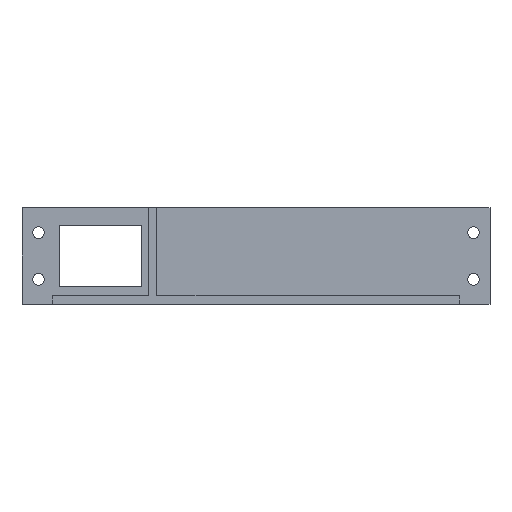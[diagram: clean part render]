
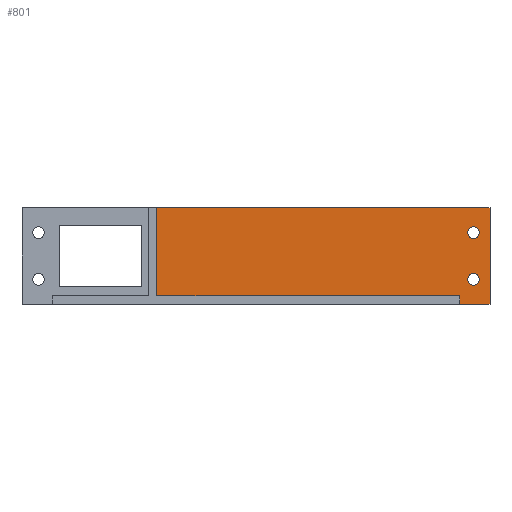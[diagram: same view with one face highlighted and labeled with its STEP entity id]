
A CAD part, top view. The second image highlights one B-rep face of the part: STEP entity #801.
In plain terms, the highlighted planar face has unit normal (0, 0, 1).
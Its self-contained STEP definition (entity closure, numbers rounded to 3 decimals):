
#44 = PLANE('',#45);
#45 = AXIS2_PLACEMENT_3D('',#46,#47,#48);
#46 = CARTESIAN_POINT('',(85.,-17.5,0.));
#47 = DIRECTION('',(0.,1.,-0.));
#48 = DIRECTION('',(0.,0.,1.));
#100 = PLANE('',#101);
#101 = AXIS2_PLACEMENT_3D('',#102,#103,#104);
#102 = CARTESIAN_POINT('',(-0.847,17.5,1.613));
#103 = DIRECTION('',(0.,1.,0.));
#104 = DIRECTION('',(0.,0.,1.));
#326 = CYLINDRICAL_SURFACE('',#327,2.1);
#327 = AXIS2_PLACEMENT_3D('',#328,#329,#330);
#328 = CARTESIAN_POINT('',(79.,8.5,3.));
#329 = DIRECTION('',(0.,0.,1.));
#330 = DIRECTION('',(1.,0.,0.));
#357 = CYLINDRICAL_SURFACE('',#358,2.1);
#358 = AXIS2_PLACEMENT_3D('',#359,#360,#361);
#359 = CARTESIAN_POINT('',(79.,-8.5,3.));
#360 = DIRECTION('',(0.,0.,1.));
#361 = DIRECTION('',(1.,0.,0.));
#432 = PLANE('',#433);
#433 = AXIS2_PLACEMENT_3D('',#434,#435,#436);
#434 = CARTESIAN_POINT('',(85.,17.5,0.));
#435 = DIRECTION('',(1.,0.,0.));
#436 = DIRECTION('',(0.,-1.,0.));
#730 = VERTEX_POINT('',#731);
#731 = CARTESIAN_POINT('',(85.,17.5,3.));
#752 = EDGE_CURVE('',#730,#753,#755,.T.);
#753 = VERTEX_POINT('',#754);
#754 = CARTESIAN_POINT('',(85.,-17.5,3.));
#755 = SURFACE_CURVE('',#756,(#760,#767),.PCURVE_S1.);
#756 = LINE('',#757,#758);
#757 = CARTESIAN_POINT('',(85.,17.5,3.));
#758 = VECTOR('',#759,1.);
#759 = DIRECTION('',(0.,-1.,0.));
#760 = PCURVE('',#432,#761);
#761 = DEFINITIONAL_REPRESENTATION('',(#762),#766);
#762 = LINE('',#763,#764);
#763 = CARTESIAN_POINT('',(0.,-3.));
#764 = VECTOR('',#765,1.);
#765 = DIRECTION('',(1.,0.));
#766 = ( GEOMETRIC_REPRESENTATION_CONTEXT(2) 
PARAMETRIC_REPRESENTATION_CONTEXT() REPRESENTATION_CONTEXT('2D SPACE',''
  ) );
#767 = PCURVE('',#768,#773);
#768 = PLANE('',#769);
#769 = AXIS2_PLACEMENT_3D('',#770,#771,#772);
#770 = CARTESIAN_POINT('',(-85.,17.5,3.));
#771 = DIRECTION('',(0.,0.,1.));
#772 = DIRECTION('',(1.,0.,0.));
#773 = DEFINITIONAL_REPRESENTATION('',(#774),#778);
#774 = LINE('',#775,#776);
#775 = CARTESIAN_POINT('',(170.,0.));
#776 = VECTOR('',#777,1.);
#777 = DIRECTION('',(0.,-1.));
#778 = ( GEOMETRIC_REPRESENTATION_CONTEXT(2) 
PARAMETRIC_REPRESENTATION_CONTEXT() REPRESENTATION_CONTEXT('2D SPACE',''
  ) );
#801 = ADVANCED_FACE('',(#802,#933,#959),#768,.T.);
#802 = FACE_BOUND('',#803,.T.);
#803 = EDGE_LOOP('',(#804,#827,#855,#883,#911,#932));
#804 = ORIENTED_EDGE('',*,*,#805,.F.);
#805 = EDGE_CURVE('',#806,#730,#808,.T.);
#806 = VERTEX_POINT('',#807);
#807 = CARTESIAN_POINT('',(-36.,17.5,3.));
#808 = SURFACE_CURVE('',#809,(#813,#820),.PCURVE_S1.);
#809 = LINE('',#810,#811);
#810 = CARTESIAN_POINT('',(-85.,17.5,3.));
#811 = VECTOR('',#812,1.);
#812 = DIRECTION('',(1.,0.,0.));
#813 = PCURVE('',#768,#814);
#814 = DEFINITIONAL_REPRESENTATION('',(#815),#819);
#815 = LINE('',#816,#817);
#816 = CARTESIAN_POINT('',(0.,0.));
#817 = VECTOR('',#818,1.);
#818 = DIRECTION('',(1.,0.));
#819 = ( GEOMETRIC_REPRESENTATION_CONTEXT(2) 
PARAMETRIC_REPRESENTATION_CONTEXT() REPRESENTATION_CONTEXT('2D SPACE',''
  ) );
#820 = PCURVE('',#100,#821);
#821 = DEFINITIONAL_REPRESENTATION('',(#822),#826);
#822 = LINE('',#823,#824);
#823 = CARTESIAN_POINT('',(1.387,-84.153));
#824 = VECTOR('',#825,1.);
#825 = DIRECTION('',(0.,1.));
#826 = ( GEOMETRIC_REPRESENTATION_CONTEXT(2) 
PARAMETRIC_REPRESENTATION_CONTEXT() REPRESENTATION_CONTEXT('2D SPACE',''
  ) );
#827 = ORIENTED_EDGE('',*,*,#828,.T.);
#828 = EDGE_CURVE('',#806,#829,#831,.T.);
#829 = VERTEX_POINT('',#830);
#830 = CARTESIAN_POINT('',(-36.,-14.5,3.));
#831 = SURFACE_CURVE('',#832,(#836,#843),.PCURVE_S1.);
#832 = LINE('',#833,#834);
#833 = CARTESIAN_POINT('',(-36.,17.5,3.));
#834 = VECTOR('',#835,1.);
#835 = DIRECTION('',(0.,-1.,0.));
#836 = PCURVE('',#768,#837);
#837 = DEFINITIONAL_REPRESENTATION('',(#838),#842);
#838 = LINE('',#839,#840);
#839 = CARTESIAN_POINT('',(49.,0.));
#840 = VECTOR('',#841,1.);
#841 = DIRECTION('',(0.,-1.));
#842 = ( GEOMETRIC_REPRESENTATION_CONTEXT(2) 
PARAMETRIC_REPRESENTATION_CONTEXT() REPRESENTATION_CONTEXT('2D SPACE',''
  ) );
#843 = PCURVE('',#844,#849);
#844 = PLANE('',#845);
#845 = AXIS2_PLACEMENT_3D('',#846,#847,#848);
#846 = CARTESIAN_POINT('',(-36.,17.5,3.));
#847 = DIRECTION('',(1.,0.,0.));
#848 = DIRECTION('',(0.,-1.,0.));
#849 = DEFINITIONAL_REPRESENTATION('',(#850),#854);
#850 = LINE('',#851,#852);
#851 = CARTESIAN_POINT('',(0.,0.));
#852 = VECTOR('',#853,1.);
#853 = DIRECTION('',(1.,0.));
#854 = ( GEOMETRIC_REPRESENTATION_CONTEXT(2) 
PARAMETRIC_REPRESENTATION_CONTEXT() REPRESENTATION_CONTEXT('2D SPACE',''
  ) );
#855 = ORIENTED_EDGE('',*,*,#856,.F.);
#856 = EDGE_CURVE('',#857,#829,#859,.T.);
#857 = VERTEX_POINT('',#858);
#858 = CARTESIAN_POINT('',(74.,-14.5,3.));
#859 = SURFACE_CURVE('',#860,(#864,#871),.PCURVE_S1.);
#860 = LINE('',#861,#862);
#861 = CARTESIAN_POINT('',(74.,-14.5,3.));
#862 = VECTOR('',#863,1.);
#863 = DIRECTION('',(-1.,0.,0.));
#864 = PCURVE('',#768,#865);
#865 = DEFINITIONAL_REPRESENTATION('',(#866),#870);
#866 = LINE('',#867,#868);
#867 = CARTESIAN_POINT('',(159.,-32.));
#868 = VECTOR('',#869,1.);
#869 = DIRECTION('',(-1.,0.));
#870 = ( GEOMETRIC_REPRESENTATION_CONTEXT(2) 
PARAMETRIC_REPRESENTATION_CONTEXT() REPRESENTATION_CONTEXT('2D SPACE',''
  ) );
#871 = PCURVE('',#872,#877);
#872 = PLANE('',#873);
#873 = AXIS2_PLACEMENT_3D('',#874,#875,#876);
#874 = CARTESIAN_POINT('',(74.,-14.5,3.));
#875 = DIRECTION('',(0.,-1.,0.));
#876 = DIRECTION('',(-1.,0.,0.));
#877 = DEFINITIONAL_REPRESENTATION('',(#878),#882);
#878 = LINE('',#879,#880);
#879 = CARTESIAN_POINT('',(0.,-0.));
#880 = VECTOR('',#881,1.);
#881 = DIRECTION('',(1.,0.));
#882 = ( GEOMETRIC_REPRESENTATION_CONTEXT(2) 
PARAMETRIC_REPRESENTATION_CONTEXT() REPRESENTATION_CONTEXT('2D SPACE',''
  ) );
#883 = ORIENTED_EDGE('',*,*,#884,.F.);
#884 = EDGE_CURVE('',#885,#857,#887,.T.);
#885 = VERTEX_POINT('',#886);
#886 = CARTESIAN_POINT('',(74.,-17.5,3.));
#887 = SURFACE_CURVE('',#888,(#892,#899),.PCURVE_S1.);
#888 = LINE('',#889,#890);
#889 = CARTESIAN_POINT('',(74.,-17.5,3.));
#890 = VECTOR('',#891,1.);
#891 = DIRECTION('',(0.,1.,0.));
#892 = PCURVE('',#768,#893);
#893 = DEFINITIONAL_REPRESENTATION('',(#894),#898);
#894 = LINE('',#895,#896);
#895 = CARTESIAN_POINT('',(159.,-35.));
#896 = VECTOR('',#897,1.);
#897 = DIRECTION('',(0.,1.));
#898 = ( GEOMETRIC_REPRESENTATION_CONTEXT(2) 
PARAMETRIC_REPRESENTATION_CONTEXT() REPRESENTATION_CONTEXT('2D SPACE',''
  ) );
#899 = PCURVE('',#900,#905);
#900 = PLANE('',#901);
#901 = AXIS2_PLACEMENT_3D('',#902,#903,#904);
#902 = CARTESIAN_POINT('',(74.,-17.5,3.));
#903 = DIRECTION('',(-1.,0.,0.));
#904 = DIRECTION('',(0.,1.,0.));
#905 = DEFINITIONAL_REPRESENTATION('',(#906),#910);
#906 = LINE('',#907,#908);
#907 = CARTESIAN_POINT('',(0.,0.));
#908 = VECTOR('',#909,1.);
#909 = DIRECTION('',(1.,0.));
#910 = ( GEOMETRIC_REPRESENTATION_CONTEXT(2) 
PARAMETRIC_REPRESENTATION_CONTEXT() REPRESENTATION_CONTEXT('2D SPACE',''
  ) );
#911 = ORIENTED_EDGE('',*,*,#912,.F.);
#912 = EDGE_CURVE('',#753,#885,#913,.T.);
#913 = SURFACE_CURVE('',#914,(#918,#925),.PCURVE_S1.);
#914 = LINE('',#915,#916);
#915 = CARTESIAN_POINT('',(85.,-17.5,3.));
#916 = VECTOR('',#917,1.);
#917 = DIRECTION('',(-1.,0.,0.));
#918 = PCURVE('',#768,#919);
#919 = DEFINITIONAL_REPRESENTATION('',(#920),#924);
#920 = LINE('',#921,#922);
#921 = CARTESIAN_POINT('',(170.,-35.));
#922 = VECTOR('',#923,1.);
#923 = DIRECTION('',(-1.,0.));
#924 = ( GEOMETRIC_REPRESENTATION_CONTEXT(2) 
PARAMETRIC_REPRESENTATION_CONTEXT() REPRESENTATION_CONTEXT('2D SPACE',''
  ) );
#925 = PCURVE('',#44,#926);
#926 = DEFINITIONAL_REPRESENTATION('',(#927),#931);
#927 = LINE('',#928,#929);
#928 = CARTESIAN_POINT('',(3.,0.));
#929 = VECTOR('',#930,1.);
#930 = DIRECTION('',(0.,-1.));
#931 = ( GEOMETRIC_REPRESENTATION_CONTEXT(2) 
PARAMETRIC_REPRESENTATION_CONTEXT() REPRESENTATION_CONTEXT('2D SPACE',''
  ) );
#932 = ORIENTED_EDGE('',*,*,#752,.F.);
#933 = FACE_BOUND('',#934,.T.);
#934 = EDGE_LOOP('',(#935));
#935 = ORIENTED_EDGE('',*,*,#936,.F.);
#936 = EDGE_CURVE('',#937,#937,#939,.T.);
#937 = VERTEX_POINT('',#938);
#938 = CARTESIAN_POINT('',(81.1,-8.5,3.));
#939 = SURFACE_CURVE('',#940,(#945,#952),.PCURVE_S1.);
#940 = CIRCLE('',#941,2.1);
#941 = AXIS2_PLACEMENT_3D('',#942,#943,#944);
#942 = CARTESIAN_POINT('',(79.,-8.5,3.));
#943 = DIRECTION('',(0.,0.,1.));
#944 = DIRECTION('',(1.,0.,0.));
#945 = PCURVE('',#768,#946);
#946 = DEFINITIONAL_REPRESENTATION('',(#947),#951);
#947 = CIRCLE('',#948,2.1);
#948 = AXIS2_PLACEMENT_2D('',#949,#950);
#949 = CARTESIAN_POINT('',(164.,-26.));
#950 = DIRECTION('',(1.,0.));
#951 = ( GEOMETRIC_REPRESENTATION_CONTEXT(2) 
PARAMETRIC_REPRESENTATION_CONTEXT() REPRESENTATION_CONTEXT('2D SPACE',''
  ) );
#952 = PCURVE('',#357,#953);
#953 = DEFINITIONAL_REPRESENTATION('',(#954),#958);
#954 = LINE('',#955,#956);
#955 = CARTESIAN_POINT('',(0.,0.));
#956 = VECTOR('',#957,1.);
#957 = DIRECTION('',(1.,0.));
#958 = ( GEOMETRIC_REPRESENTATION_CONTEXT(2) 
PARAMETRIC_REPRESENTATION_CONTEXT() REPRESENTATION_CONTEXT('2D SPACE',''
  ) );
#959 = FACE_BOUND('',#960,.T.);
#960 = EDGE_LOOP('',(#961));
#961 = ORIENTED_EDGE('',*,*,#962,.T.);
#962 = EDGE_CURVE('',#963,#963,#965,.T.);
#963 = VERTEX_POINT('',#964);
#964 = CARTESIAN_POINT('',(81.1,8.5,3.));
#965 = SURFACE_CURVE('',#966,(#971,#982),.PCURVE_S1.);
#966 = CIRCLE('',#967,2.1);
#967 = AXIS2_PLACEMENT_3D('',#968,#969,#970);
#968 = CARTESIAN_POINT('',(79.,8.5,3.));
#969 = DIRECTION('',(0.,0.,-1.));
#970 = DIRECTION('',(1.,0.,0.));
#971 = PCURVE('',#768,#972);
#972 = DEFINITIONAL_REPRESENTATION('',(#973),#981);
#973 = ( BOUNDED_CURVE() B_SPLINE_CURVE(2,(#974,#975,#976,#977,#978,#979
,#980),.UNSPECIFIED.,.F.,.F.) B_SPLINE_CURVE_WITH_KNOTS((1,2,2,2,2,1),(
    -2.094,0.,2.094,4.189,6.283,
8.378),.UNSPECIFIED.) CURVE() GEOMETRIC_REPRESENTATION_ITEM() 
RATIONAL_B_SPLINE_CURVE((1.,0.5,1.,0.5,1.,0.5,1.)) REPRESENTATION_ITEM(
  '') );
#974 = CARTESIAN_POINT('',(166.1,-9.));
#975 = CARTESIAN_POINT('',(166.1,-12.637));
#976 = CARTESIAN_POINT('',(162.95,-10.819));
#977 = CARTESIAN_POINT('',(159.8,-9.));
#978 = CARTESIAN_POINT('',(162.95,-7.181));
#979 = CARTESIAN_POINT('',(166.1,-5.363));
#980 = CARTESIAN_POINT('',(166.1,-9.));
#981 = ( GEOMETRIC_REPRESENTATION_CONTEXT(2) 
PARAMETRIC_REPRESENTATION_CONTEXT() REPRESENTATION_CONTEXT('2D SPACE',''
  ) );
#982 = PCURVE('',#326,#983);
#983 = DEFINITIONAL_REPRESENTATION('',(#984),#988);
#984 = LINE('',#985,#986);
#985 = CARTESIAN_POINT('',(-0.,0.));
#986 = VECTOR('',#987,1.);
#987 = DIRECTION('',(-1.,0.));
#988 = ( GEOMETRIC_REPRESENTATION_CONTEXT(2) 
PARAMETRIC_REPRESENTATION_CONTEXT() REPRESENTATION_CONTEXT('2D SPACE',''
  ) );
